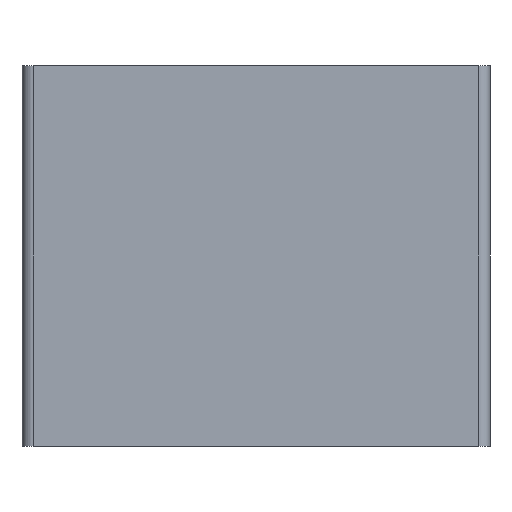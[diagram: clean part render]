
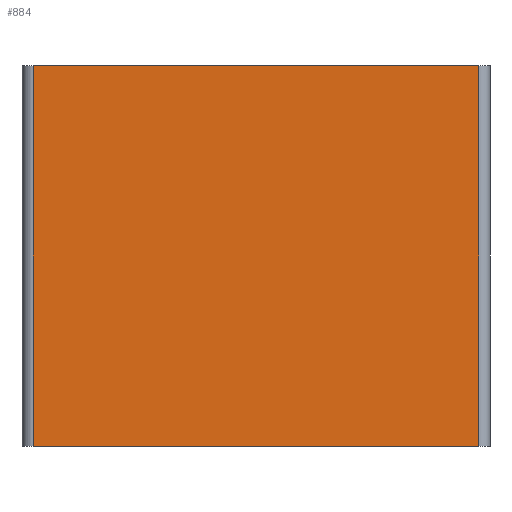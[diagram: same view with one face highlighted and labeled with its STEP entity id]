
A CAD part, left-side view. The second image highlights one B-rep face of the part: STEP entity #884.
In plain terms, the highlighted planar face has unit normal (-1, 0, 0).
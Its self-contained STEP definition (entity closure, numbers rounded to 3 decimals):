
#60=PLANE('',#966);
#108=FACE_OUTER_BOUND('',#164,.T.);
#164=EDGE_LOOP('',(#805,#806,#807,#808));
#237=LINE('',#1380,#337);
#246=LINE('',#1400,#346);
#250=LINE('',#1415,#350);
#267=LINE('',#1452,#367);
#337=VECTOR('',#1129,10.);
#346=VECTOR('',#1144,10.);
#350=VECTOR('',#1158,10.);
#367=VECTOR('',#1201,10.);
#446=VERTEX_POINT('',#1377);
#447=VERTEX_POINT('',#1379);
#455=VERTEX_POINT('',#1399);
#460=VERTEX_POINT('',#1411);
#550=EDGE_CURVE('',#446,#447,#237,.T.);
#560=EDGE_CURVE('',#447,#455,#246,.T.);
#568=EDGE_CURVE('',#455,#460,#250,.T.);
#587=EDGE_CURVE('',#460,#446,#267,.T.);
#805=ORIENTED_EDGE('',*,*,#550,.F.);
#806=ORIENTED_EDGE('',*,*,#587,.F.);
#807=ORIENTED_EDGE('',*,*,#568,.F.);
#808=ORIENTED_EDGE('',*,*,#560,.F.);
#884=ADVANCED_FACE('',(#108),#60,.T.);
#966=AXIS2_PLACEMENT_3D('',#1451,#1199,#1200);
#1129=DIRECTION('',(0.,0.,-1.));
#1144=DIRECTION('',(0.,1.,0.));
#1158=DIRECTION('',(0.,0.,1.));
#1199=DIRECTION('center_axis',(-1.,0.,0.));
#1200=DIRECTION('ref_axis',(0.,-1.,0.));
#1201=DIRECTION('',(0.,-1.,0.));
#1377=CARTESIAN_POINT('',(-30.086,-17.807,50.));
#1379=CARTESIAN_POINT('',(-30.086,-17.807,0.));
#1380=CARTESIAN_POINT('',(-30.086,-17.807,0.));
#1399=CARTESIAN_POINT('',(-30.086,40.693,0.));
#1400=CARTESIAN_POINT('',(-30.086,-19.307,0.));
#1411=CARTESIAN_POINT('',(-30.086,40.693,50.));
#1415=CARTESIAN_POINT('',(-30.086,40.693,0.));
#1451=CARTESIAN_POINT('Origin',(-30.086,42.193,0.));
#1452=CARTESIAN_POINT('',(-30.086,-19.307,50.));
